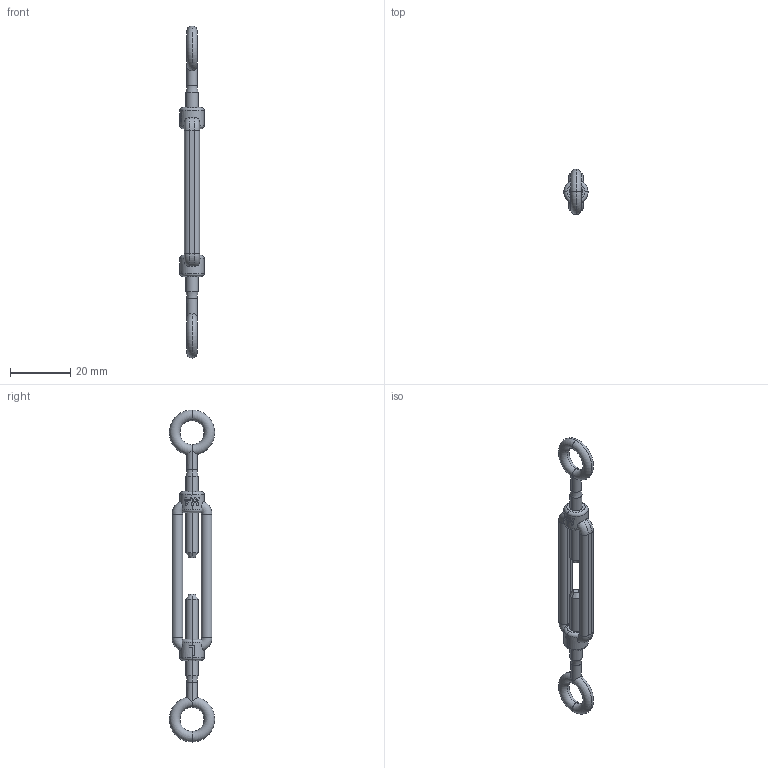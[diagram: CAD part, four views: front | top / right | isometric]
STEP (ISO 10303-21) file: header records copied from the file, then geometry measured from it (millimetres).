
FILE_DESCRIPTION (( 'STEP AP203' ), '1' );
FILE_NAME ('100042004.STEP', '2018-06-14T08:14:26', ( '' ), ( '' ), 'SwSTEP 2.0', 'SolidWorks 2015', '' );
FILE_SCHEMA (( 'CONFIG_CONTROL_DESIGN' ));
Length unit declared in the file: millimetre
Products named in the file (4): 10004200X Teil3_100042004 Teil3; 10004200X Teil2_100042004 Teil2; 100042004; 10004200X Teil1_100042004 Teil1
Assembly tree (3 placements, depth 2):
  100042004
    10004200X Teil1_100042004 Teil1
    10004200X Teil2_100042004 Teil2
    10004200X Teil3_100042004 Teil3
Bounding box: 8 x 14.99 x 110 mm (x, y, z)
Volume: 3431.4 mm3; surface area: 3477.3 mm2
Topology: 3 solids, 3 shells, 335 faces, 866 edges, 560 vertices
Faces by surface type: plane 152, bspline 109, cylinder 32, torus 30, cone 12
Entity records: 17133 total; most frequent: CARTESIAN_POINT 9278, ORIENTED_EDGE 1732, DIRECTION 1193, EDGE_CURVE 866, VERTEX_POINT 560, VECTOR 459, LINE 459, EDGE_LOOP 368
